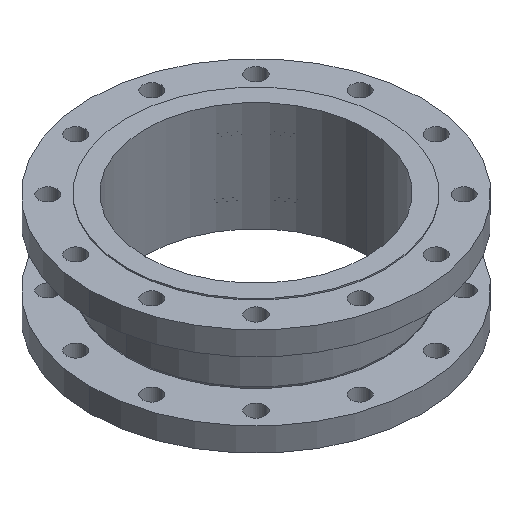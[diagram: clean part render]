
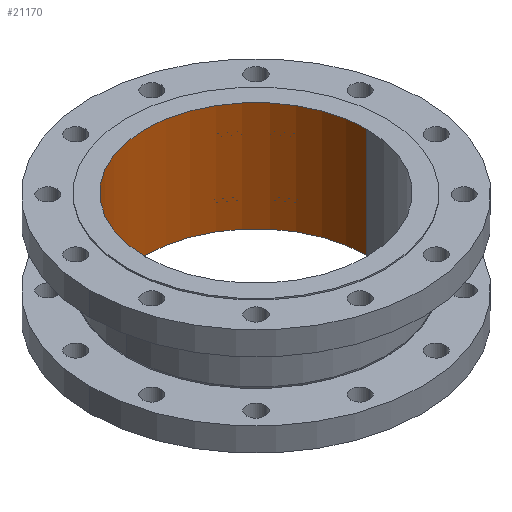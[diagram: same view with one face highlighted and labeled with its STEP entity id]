
A CAD part, isometric view. The second image highlights one B-rep face of the part: STEP entity #21170.
In plain terms, the highlighted cylindrical face has radius 131.5 mm (diameter 263 mm), a partial arc.
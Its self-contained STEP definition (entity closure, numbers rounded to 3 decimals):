
#276 = VERTEX_POINT ( 'NONE', #8933 ) ;
#494 = CARTESIAN_POINT ( 'NONE',  ( 0., 0., 0. ) ) ;
#526 = DIRECTION ( 'NONE',  ( 0., 0., 1. ) ) ;
#731 = DIRECTION ( 'NONE',  ( 0., 0., 1. ) ) ;
#913 = CARTESIAN_POINT ( 'NONE',  ( 131.5, 0., 0. ) ) ;
#945 = DIRECTION ( 'NONE',  ( 1., 0., 0. ) ) ;
#1366 = AXIS2_PLACEMENT_3D ( 'NONE', #494, #8134, #945 ) ;
#5208 = CARTESIAN_POINT ( 'NONE',  ( 0., 0., 0. ) ) ;
#5342 = CARTESIAN_POINT ( 'NONE',  ( -131.5, 0., -130. ) ) ;
#7620 = ORIENTED_EDGE ( 'NONE', *, *, #22916, .T. ) ;
#8005 = DIRECTION ( 'NONE',  ( 1., 0., 0. ) ) ;
#8071 = CARTESIAN_POINT ( 'NONE',  ( -131.5, 0., 0. ) ) ;
#8134 = DIRECTION ( 'NONE',  ( 0., 0., 1. ) ) ;
#8650 = EDGE_CURVE ( 'NONE', #11681, #24029, #13093, .T. ) ;
#8933 = CARTESIAN_POINT ( 'NONE',  ( -131.5, 0., 0. ) ) ;
#9396 = AXIS2_PLACEMENT_3D ( 'NONE', #5208, #526, #24891 ) ;
#10345 = CARTESIAN_POINT ( 'NONE',  ( 0., 0., -130. ) ) ;
#10514 = AXIS2_PLACEMENT_3D ( 'NONE', #10345, #17392, #8005 ) ;
#11681 = VERTEX_POINT ( 'NONE', #16564 ) ;
#12602 = LINE ( 'NONE', #8071, #23438 ) ;
#12943 = DIRECTION ( 'NONE',  ( 0., 0., 1. ) ) ;
#13093 = LINE ( 'NONE', #19998, #23504 ) ;
#13406 = ORIENTED_EDGE ( 'NONE', *, *, #19025, .F. ) ;
#14020 = CIRCLE ( 'NONE', #10514, 131.5 ) ;
#14409 = EDGE_CURVE ( 'NONE', #27943, #276, #12602, .T. ) ;
#15357 = FACE_OUTER_BOUND ( 'NONE', #15534, .T. ) ;
#15534 = EDGE_LOOP ( 'NONE', ( #19723, #13406, #18497, #7620 ) ) ;
#16564 = CARTESIAN_POINT ( 'NONE',  ( 131.5, 0., -130. ) ) ;
#17392 = DIRECTION ( 'NONE',  ( 0., 0., 1. ) ) ;
#18497 = ORIENTED_EDGE ( 'NONE', *, *, #8650, .T. ) ;
#19025 = EDGE_CURVE ( 'NONE', #11681, #27943, #14020, .T. ) ;
#19723 = ORIENTED_EDGE ( 'NONE', *, *, #14409, .F. ) ;
#19998 = CARTESIAN_POINT ( 'NONE',  ( 131.5, 0., 0. ) ) ;
#21170 = ADVANCED_FACE ( 'NONE', ( #15357 ), #24739, .F. ) ;
#22916 = EDGE_CURVE ( 'NONE', #24029, #276, #30372, .T. ) ;
#23438 = VECTOR ( 'NONE', #731, 1000. ) ;
#23504 = VECTOR ( 'NONE', #12943, 1000. ) ;
#24029 = VERTEX_POINT ( 'NONE', #913 ) ;
#24739 = CYLINDRICAL_SURFACE ( 'NONE', #9396, 131.5 ) ;
#24891 = DIRECTION ( 'NONE',  ( 1., 0., 0. ) ) ;
#27943 = VERTEX_POINT ( 'NONE', #5342 ) ;
#30372 = CIRCLE ( 'NONE', #1366, 131.5 ) ;
